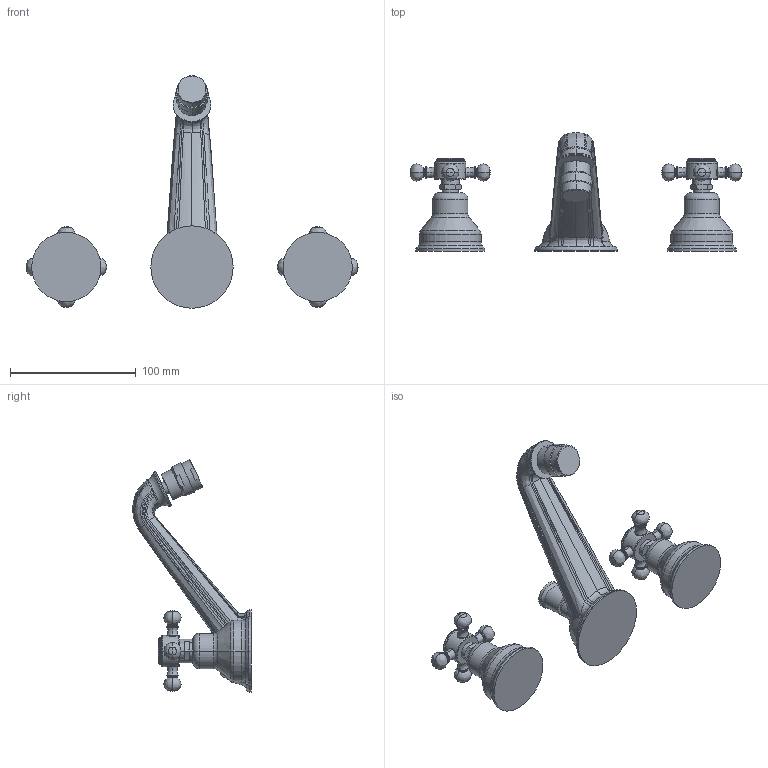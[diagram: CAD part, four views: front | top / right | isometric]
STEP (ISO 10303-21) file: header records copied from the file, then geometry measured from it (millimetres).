
FILE_DESCRIPTION((''),'2;1');
FILE_NAME('VLV118CR','2021-11-11T08:43:06',('ut3'),('PAFFONI SpA'),'CREO PARAMETRIC BY PTC INC, 2020044','CREO PARAMETRIC BY PTC INC, 2020044','');
FILE_SCHEMA(('CONFIG_CONTROL_DESIGN','SHAPE_APPEARANCE_LAYERS_GROUPS'));
Length unit declared in the file: millimetre
Products named in the file (1): VLV118CR
Bounding box: 264.07 x 94.26 x 184.84 mm (x, y, z)
Volume: 311353.2 mm3; surface area: 55913.1 mm2
Topology: 3 solids, 3 shells, 1013 faces, 2694 edges, 1695 vertices
Faces by surface type: plane 450, cylinder 298, torus 102, bspline 101, cone 38, sphere 24
Entity records: 45183 total; most frequent: CARTESIAN_POINT 12830, ORIENTED_EDGE 5344, DIRECTION 4792, EDGE_CURVE 2672, AXIS2_PLACEMENT_3D 1832, VERTEX_POINT 1695, FILL_AREA_STYLE_COLOUR 1211, FILL_AREA_STYLE 1211
